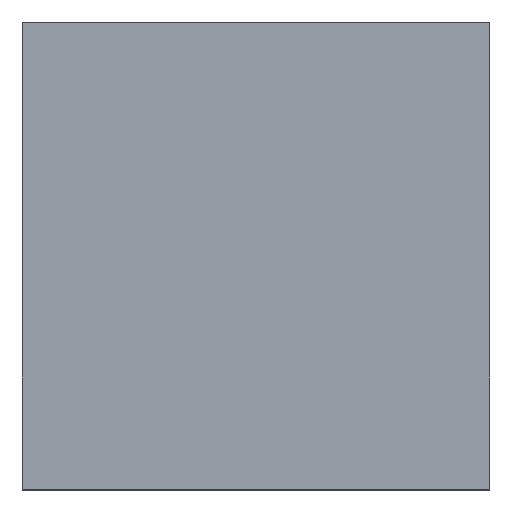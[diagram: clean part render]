
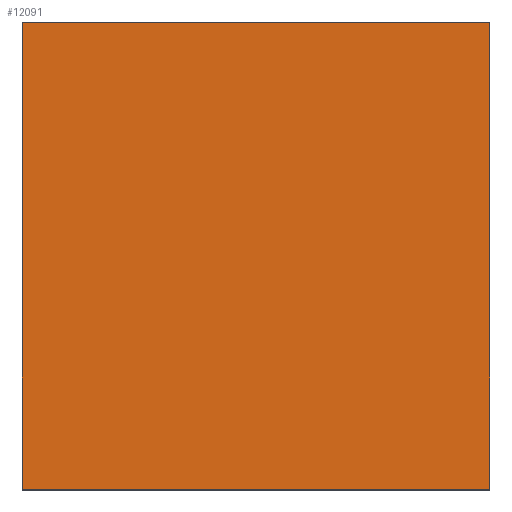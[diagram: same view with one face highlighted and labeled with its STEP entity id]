
A CAD part, top view. The second image highlights one B-rep face of the part: STEP entity #12091.
In plain terms, the highlighted face is planar.
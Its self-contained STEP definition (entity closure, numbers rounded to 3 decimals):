
#11740=DIRECTION('',(1.,0.,0.));
#11741=VECTOR('',#11740,99.8);
#11742=CARTESIAN_POINT('',(-49.9,1.7,50.));
#11743=LINE('',#11742,#11741);
#11748=DIRECTION('',(1.,0.,0.));
#11749=VECTOR('',#11748,99.8);
#11750=CARTESIAN_POINT('',(-49.9,1.7,-50.));
#11751=LINE('',#11750,#11749);
#11752=DIRECTION('',(0.,0.,1.));
#11753=VECTOR('',#11752,100.);
#11754=CARTESIAN_POINT('',(49.9,1.7,-50.));
#11755=LINE('',#11754,#11753);
#11760=DIRECTION('',(0.,0.,1.));
#11761=VECTOR('',#11760,100.);
#11762=CARTESIAN_POINT('',(-49.9,1.7,-50.));
#11763=LINE('',#11762,#11761);
#11924=CARTESIAN_POINT('',(49.9,1.7,-50.));
#11925=CARTESIAN_POINT('',(49.9,1.7,50.));
#11926=VERTEX_POINT('',#11924);
#11927=VERTEX_POINT('',#11925);
#11928=CARTESIAN_POINT('',(-49.9,1.7,-50.));
#11929=CARTESIAN_POINT('',(-49.9,1.7,50.));
#11930=VERTEX_POINT('',#11928);
#11931=VERTEX_POINT('',#11929);
#12079=CARTESIAN_POINT('',(-48.1,1.7,-50.));
#12080=DIRECTION('',(0.,1.,0.));
#12081=DIRECTION('',(-1.,0.,0.));
#12082=AXIS2_PLACEMENT_3D('',#12079,#12080,#12081);
#12083=PLANE('',#12082);
#12084=ORIENTED_EDGE('',*,*,#12061,.F.);
#12086=ORIENTED_EDGE('',*,*,#12085,.F.);
#12087=ORIENTED_EDGE('',*,*,#11965,.T.);
#12088=ORIENTED_EDGE('',*,*,#12074,.T.);
#12089=EDGE_LOOP('',(#12084,#12086,#12087,#12088));
#12090=FACE_OUTER_BOUND('',#12089,.F.);
#11965=EDGE_CURVE('',#11930,#11926,#11751,.T.);
#12061=EDGE_CURVE('',#11931,#11927,#11743,.T.);
#12074=EDGE_CURVE('',#11926,#11927,#11755,.T.);
#12085=EDGE_CURVE('',#11930,#11931,#11763,.T.);
#12091=ADVANCED_FACE('',(#12090),#12083,.T.);
